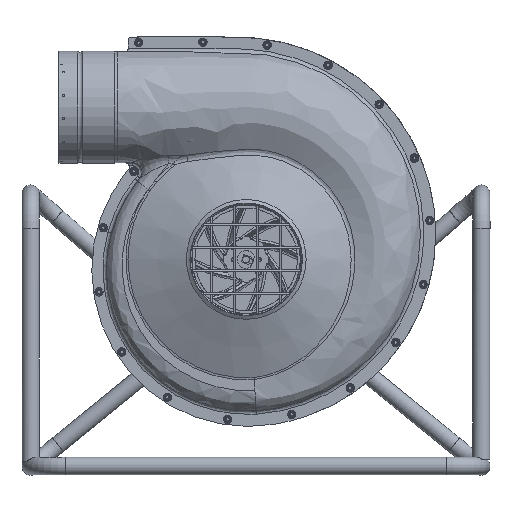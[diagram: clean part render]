
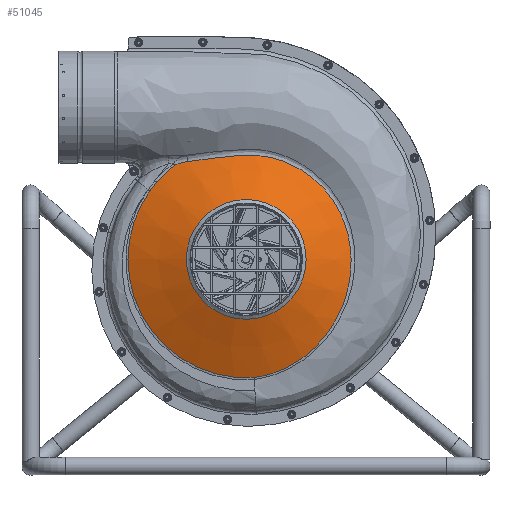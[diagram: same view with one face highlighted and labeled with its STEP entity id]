
A CAD part, top view. The second image highlights one B-rep face of the part: STEP entity #51045.
In plain terms, the highlighted conical face has half-angle 67.058 degrees and reference radius 171.559 mm.
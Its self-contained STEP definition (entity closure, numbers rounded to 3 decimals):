
#1309=CONICAL_SURFACE('',#56334,171.559,1.17);
#1792=B_SPLINE_CURVE_WITH_KNOTS('',3,(#99262,#99263,#99264,#99265),
 .UNSPECIFIED.,.F.,.F.,(4,4),(-0.046,0.),.UNSPECIFIED.);
#1794=B_SPLINE_CURVE_WITH_KNOTS('',3,(#99319,#99320,#99321,#99322,#99323,
#99324,#99325,#99326,#99327,#99328),.UNSPECIFIED.,.F.,.F.,(4,2,2,2,4),(-1.549,
-1.144,-0.74,-0.335,0.),
 .UNSPECIFIED.);
#1795=B_SPLINE_CURVE_WITH_KNOTS('',3,(#99376,#99377,#99378,#99379,#99380,
#99381,#99382,#99383),.UNSPECIFIED.,.F.,.F.,(4,1,1,1,1,4),(-2.01,
-1.867,-1.723,-1.436,-0.861,
0.),.UNSPECIFIED.);
#1798=B_SPLINE_CURVE_WITH_KNOTS('',3,(#99683,#99684,#99685,#99686,#99687,
#99688,#99689,#99690,#99691,#99692,#99693,#99694,#99695,#99696,#99697,#99698,
#99699,#99700,#99701,#99702,#99703,#99704,#99705,#99706,#99707,#99708,#99709,
#99710,#99711,#99712,#99713,#99714,#99715,#99716,#99717,#99718,#99719,#99720,
#99721,#99722,#99723,#99724,#99725,#99726,#99727,#99728,#99729,#99730),
 .UNSPECIFIED.,.F.,.F.,(4,2,2,1,2,1,1,1,1,1,1,1,1,2,2,2,2,1,1,1,1,1,1,2,
1,1,1,1,2,2,1,1,1,1,1,4),(-56.846,-54.224,-50.37,
-49.302,-48.946,-48.867,-48.788,
-48.63,-48.315,-47.683,-46.42,
-43.894,-42.631,-38.842,-38.256,
-32.633,-31.904,-31.626,-31.348,
-30.793,-29.682,-27.46,-26.349,
-23.017,-20.309,-18.955,-17.601,
-14.893,-12.186,-11.972,-8.983,
-7.488,-5.994,-3.005,-1.51,
-0.025),.UNSPECIFIED.);
#6674=FACE_OUTER_BOUND('',#9914,.T.);
#9914=EDGE_LOOP('',(#43636,#43637,#43638,#43639,#43640,#43641,#43642,#43643,
#43644,#43645));
#13145=LINE('',#99827,#16264);
#16264=VECTOR('',#69751,170.);
#18810=CIRCLE('',#56324,169.317);
#18811=CIRCLE('',#56325,169.317);
#18814=CIRCLE('',#56329,169.317);
#18818=CIRCLE('',#56335,85.747);
#23039=VERTEX_POINT('',#99205);
#23042=VERTEX_POINT('',#99210);
#23043=VERTEX_POINT('',#99236);
#23044=VERTEX_POINT('',#99255);
#23046=VERTEX_POINT('',#99306);
#23048=VERTEX_POINT('',#99330);
#23050=VERTEX_POINT('',#99375);
#23057=VERTEX_POINT('',#99825);
#29970=EDGE_CURVE('',#23042,#23043,#18810,.T.);
#29971=EDGE_CURVE('',#23043,#23039,#18811,.T.);
#29974=EDGE_CURVE('',#23039,#23044,#1792,.T.);
#29977=EDGE_CURVE('',#23044,#23046,#1794,.T.);
#29978=EDGE_CURVE('',#23046,#23048,#18814,.T.);
#29981=EDGE_CURVE('',#23048,#23050,#1795,.T.);
#29985=EDGE_CURVE('',#23050,#23042,#1798,.T.);
#29993=EDGE_CURVE('',#23057,#23057,#18818,.T.);
#29994=EDGE_CURVE('',#23057,#23043,#13145,.T.);
#43636=ORIENTED_EDGE('',*,*,#29993,.F.);
#43637=ORIENTED_EDGE('',*,*,#29994,.T.);
#43638=ORIENTED_EDGE('',*,*,#29970,.F.);
#43639=ORIENTED_EDGE('',*,*,#29985,.F.);
#43640=ORIENTED_EDGE('',*,*,#29981,.F.);
#43641=ORIENTED_EDGE('',*,*,#29978,.F.);
#43642=ORIENTED_EDGE('',*,*,#29977,.F.);
#43643=ORIENTED_EDGE('',*,*,#29974,.F.);
#43644=ORIENTED_EDGE('',*,*,#29971,.F.);
#43645=ORIENTED_EDGE('',*,*,#29994,.F.);
#51045=ADVANCED_FACE('',(#6674),#1309,.T.);
#56324=AXIS2_PLACEMENT_3D('',#99237,#69727,#69728);
#56325=AXIS2_PLACEMENT_3D('',#99238,#69729,#69730);
#56329=AXIS2_PLACEMENT_3D('',#99331,#69737,#69738);
#56334=AXIS2_PLACEMENT_3D('',#99824,#69747,#69748);
#56335=AXIS2_PLACEMENT_3D('',#99826,#69749,#69750);
#69727=DIRECTION('center_axis',(0.,0.,-1.));
#69728=DIRECTION('ref_axis',(-0.939,-0.345,0.));
#69729=DIRECTION('center_axis',(0.,0.,-1.));
#69730=DIRECTION('ref_axis',(-0.939,-0.345,0.));
#69737=DIRECTION('center_axis',(0.,0.,-1.));
#69738=DIRECTION('ref_axis',(-0.939,-0.345,0.));
#69747=DIRECTION('center_axis',(0.,0.,-1.));
#69748=DIRECTION('ref_axis',(1.,0.,0.));
#69749=DIRECTION('center_axis',(0.,0.,1.));
#69750=DIRECTION('ref_axis',(1.,0.,0.));
#69751=DIRECTION('',(-0.921,0.,-0.39));
#99205=CARTESIAN_POINT('',(-137.934,98.196,30.633));
#99210=CARTESIAN_POINT('',(11.255,-168.942,30.633));
#99236=CARTESIAN_POINT('',(-169.317,0.,30.633));
#99237=CARTESIAN_POINT('Origin',(0.,0.,
30.633));
#99238=CARTESIAN_POINT('Origin',(0.,0.,
30.633));
#99255=CARTESIAN_POINT('',(-137.672,98.563,30.633));
#99262=CARTESIAN_POINT('Ctrl Pts',(-137.934,98.196,30.633));
#99263=CARTESIAN_POINT('Ctrl Pts',(-137.847,98.318,30.633));
#99264=CARTESIAN_POINT('Ctrl Pts',(-137.759,98.441,30.633));
#99265=CARTESIAN_POINT('Ctrl Pts',(-137.672,98.563,30.633));
#99306=CARTESIAN_POINT('',(-128.272,110.519,30.633));
#99319=CARTESIAN_POINT('Ctrl Pts',(-137.672,98.563,30.633));
#99320=CARTESIAN_POINT('Ctrl Pts',(-136.901,99.64,30.633));
#99321=CARTESIAN_POINT('Ctrl Pts',(-136.117,100.709,30.633));
#99322=CARTESIAN_POINT('Ctrl Pts',(-134.525,102.827,30.632));
#99323=CARTESIAN_POINT('Ctrl Pts',(-133.716,103.877,30.632));
#99324=CARTESIAN_POINT('Ctrl Pts',(-132.075,105.956,30.632));
#99325=CARTESIAN_POINT('Ctrl Pts',(-131.242,106.985,30.632));
#99326=CARTESIAN_POINT('Ctrl Pts',(-129.696,108.85,30.633));
#99327=CARTESIAN_POINT('Ctrl Pts',(-128.988,109.688,30.633));
#99328=CARTESIAN_POINT('Ctrl Pts',(-128.272,110.519,30.633));
#99330=CARTESIAN_POINT('',(-102.411,134.834,30.633));
#99331=CARTESIAN_POINT('Origin',(0.,0.,
30.633));
#99375=CARTESIAN_POINT('',(-83.634,140.078,33.245));
#99376=CARTESIAN_POINT('Ctrl Pts',(-102.411,134.834,30.633));
#99377=CARTESIAN_POINT('Ctrl Pts',(-102.036,135.118,30.633));
#99378=CARTESIAN_POINT('Ctrl Pts',(-101.234,135.613,30.67));
#99379=CARTESIAN_POINT('Ctrl Pts',(-99.533,136.433,30.819));
#99380=CARTESIAN_POINT('Ctrl Pts',(-96.464,137.556,31.193));
#99381=CARTESIAN_POINT('Ctrl Pts',(-91.038,138.94,32.009));
#99382=CARTESIAN_POINT('Ctrl Pts',(-86.398,139.704,32.781));
#99383=CARTESIAN_POINT('Ctrl Pts',(-83.634,140.078,33.245));
#99683=CARTESIAN_POINT('Ctrl Pts',(-83.634,140.078,33.245));
#99684=CARTESIAN_POINT('Ctrl Pts',(-75.224,141.214,34.657));
#99685=CARTESIAN_POINT('Ctrl Pts',(-66.786,142.389,35.822));
#99686=CARTESIAN_POINT('Ctrl Pts',(-45.887,145.194,38.054));
#99687=CARTESIAN_POINT('Ctrl Pts',(-33.413,146.774,38.81));
#99688=CARTESIAN_POINT('Ctrl Pts',(-17.402,148.284,39.122));
#99689=CARTESIAN_POINT('Ctrl Pts',(-12.752,148.656,39.172));
#99690=CARTESIAN_POINT('Ctrl Pts',(-8.103,149.01,39.137));
#99691=CARTESIAN_POINT('Ctrl Pts',(-6.683,149.123,39.117));
#99692=CARTESIAN_POINT('Ctrl Pts',(-6.168,149.163,39.11));
#99693=CARTESIAN_POINT('Ctrl Pts',(-5.136,149.237,39.095));
#99694=CARTESIAN_POINT('Ctrl Pts',(-3.331,149.352,39.07));
#99695=CARTESIAN_POINT('Ctrl Pts',(0.282,149.526,39.02));
#99696=CARTESIAN_POINT('Ctrl Pts',(7.516,149.639,38.924));
#99697=CARTESIAN_POINT('Ctrl Pts',(21.916,148.936,38.749));
#99698=CARTESIAN_POINT('Ctrl Pts',(38.331,145.893,38.623));
#99699=CARTESIAN_POINT('Ctrl Pts',(62.051,138.072,38.541));
#99700=CARTESIAN_POINT('Ctrl Pts',(76.696,130.256,38.536));
#99701=CARTESIAN_POINT('Ctrl Pts',(88.518,121.937,38.527));
#99702=CARTESIAN_POINT('Ctrl Pts',(90.073,120.794,38.526));
#99703=CARTESIAN_POINT('Ctrl Pts',(106.358,108.339,38.522));
#99704=CARTESIAN_POINT('Ctrl Pts',(118.804,94.421,38.54));
#99705=CARTESIAN_POINT('Ctrl Pts',(129.466,76.582,38.639));
#99706=CARTESIAN_POINT('Ctrl Pts',(130.636,74.508,38.652));
#99707=CARTESIAN_POINT('Ctrl Pts',(132.183,71.596,38.672));
#99708=CARTESIAN_POINT('Ctrl Pts',(133.023,69.981,38.682));
#99709=CARTESIAN_POINT('Ctrl Pts',(134.647,66.718,38.703));
#99710=CARTESIAN_POINT('Ctrl Pts',(137.341,60.922,38.737));
#99711=CARTESIAN_POINT('Ctrl Pts',(142.123,49.043,38.796));
#99712=CARTESIAN_POINT('Ctrl Pts',(146.144,34.9,38.832));
#99713=CARTESIAN_POINT('Ctrl Pts',(149.948,13.451,38.818));
#99714=CARTESIAN_POINT('Ctrl Pts',(150.564,-1.226,38.739));
#99715=CARTESIAN_POINT('Ctrl Pts',(149.432,-21.127,38.532));
#99716=CARTESIAN_POINT('Ctrl Pts',(147.61,-34.39,38.34));
#99717=CARTESIAN_POINT('Ctrl Pts',(143.194,-51.538,37.965));
#99718=CARTESIAN_POINT('Ctrl Pts',(137.456,-68.418,37.504));
#99719=CARTESIAN_POINT('Ctrl Pts',(127.858,-88.685,36.759));
#99720=CARTESIAN_POINT('Ctrl Pts',(117.968,-103.426,35.999));
#99721=CARTESIAN_POINT('Ctrl Pts',(112.066,-110.968,35.546));
#99722=CARTESIAN_POINT('Ctrl Pts',(111.63,-111.519,35.512));
#99723=CARTESIAN_POINT('Ctrl Pts',(105.052,-119.739,35.004));
#99724=CARTESIAN_POINT('Ctrl Pts',(94.767,-130.505,34.256));
#99725=CARTESIAN_POINT('Ctrl Pts',(79.245,-142.648,33.321));
#99726=CARTESIAN_POINT('Ctrl Pts',(62.823,-153.247,32.409));
#99727=CARTESIAN_POINT('Ctrl Pts',(44.701,-161.41,31.625));
#99728=CARTESIAN_POINT('Ctrl Pts',(25.683,-166.636,31.024));
#99729=CARTESIAN_POINT('Ctrl Pts',(16.076,-168.336,30.753));
#99730=CARTESIAN_POINT('Ctrl Pts',(11.255,-168.942,30.633));
#99824=CARTESIAN_POINT('Origin',(0.,0.,
29.684));
#99825=CARTESIAN_POINT('',(-85.747,0.,66.006));
#99826=CARTESIAN_POINT('Origin',(0.,0.,
66.006));
#99827=CARTESIAN_POINT('',(-171.559,0.,29.684));
